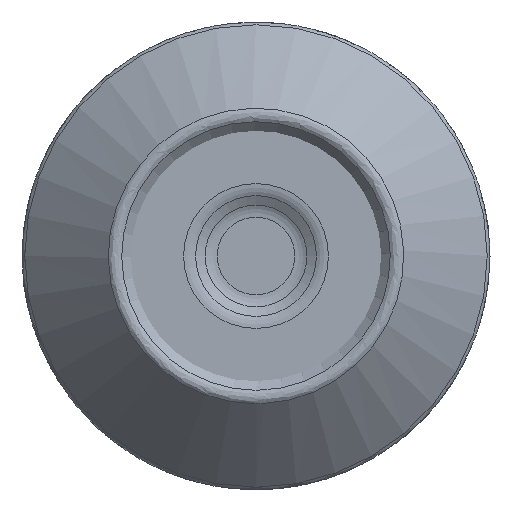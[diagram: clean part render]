
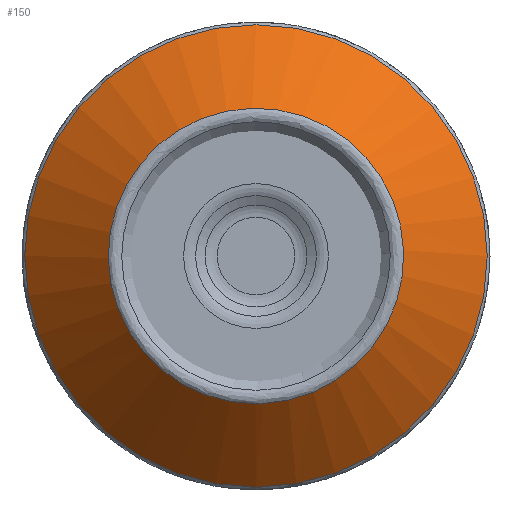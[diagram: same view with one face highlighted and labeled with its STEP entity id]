
A CAD part, left-side view. The second image highlights one B-rep face of the part: STEP entity #150.
In plain terms, the highlighted face is a revolution surface.
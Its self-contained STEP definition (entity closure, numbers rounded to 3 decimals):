
#24=LINE('',#568,#28);
#28=VECTOR('',#453,9.9);
#58=SURFACE_OF_REVOLUTION('',#24,#68);
#68=AXIS1_PLACEMENT('',#569,#454);
#118=FACE_BOUND('',#196,.T.);
#119=FACE_BOUND('',#197,.T.);
#150=ADVANCED_FACE('',(#118,#119),#58,.T.);
#196=EDGE_LOOP('',(#244));
#197=EDGE_LOOP('',(#245));
#244=ORIENTED_EDGE('',*,*,#300,.F.);
#245=ORIENTED_EDGE('',*,*,#298,.T.);
#274=VERTEX_POINT('',#561);
#276=VERTEX_POINT('',#567);
#298=EDGE_CURVE('',#274,#274,#322,.T.);
#300=EDGE_CURVE('',#276,#276,#325,.T.);
#322=CIRCLE('',#366,12.311);
#325=CIRCLE('',#369,19.267);
#366=AXIS2_PLACEMENT_3D('',#560,#444,#445);
#369=AXIS2_PLACEMENT_3D('',#566,#451,#452);
#444=DIRECTION('',(1.,0.,0.));
#445=DIRECTION('',(0.,0.,-1.));
#451=DIRECTION('',(1.,0.,0.));
#452=DIRECTION('',(0.,0.,-1.));
#453=DIRECTION('',(0.707,-0.704,-0.062));
#454=DIRECTION('',(1.,0.,0.));
#560=CARTESIAN_POINT('',(0.234,0.,0.));
#561=CARTESIAN_POINT('',(0.234,0.,-12.311));
#566=CARTESIAN_POINT('',(7.235,0.,0.));
#567=CARTESIAN_POINT('',(7.235,0.,-19.267));
#568=CARTESIAN_POINT('',(0.234,-12.293,0.659));
#569=CARTESIAN_POINT('',(0.,0.,0.));
